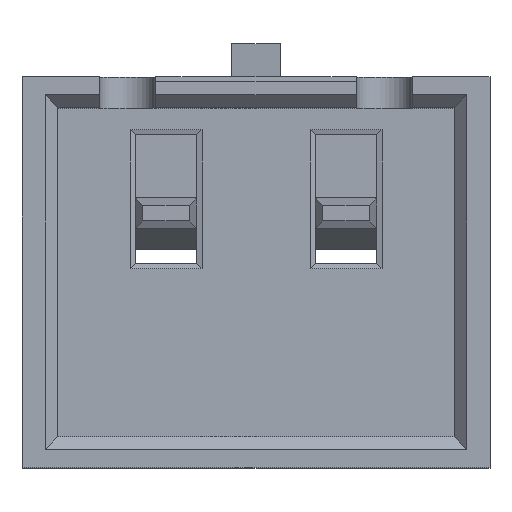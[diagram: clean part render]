
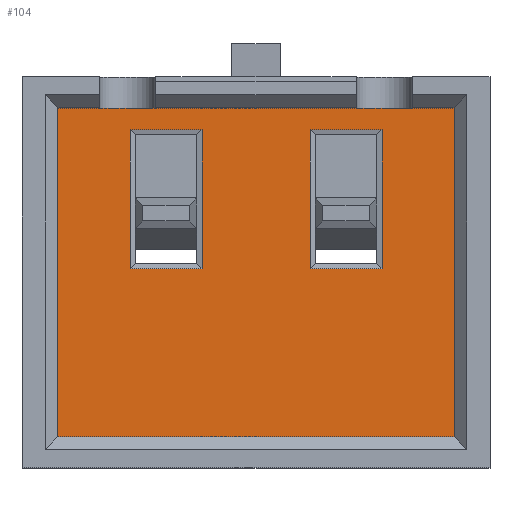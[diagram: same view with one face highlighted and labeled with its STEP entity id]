
A CAD part, top view. The second image highlights one B-rep face of the part: STEP entity #104.
In plain terms, the highlighted planar face has unit normal (0, 0, 1).
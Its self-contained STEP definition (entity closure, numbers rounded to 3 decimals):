
#104=ADVANCED_FACE('',(#303,#304,#305),#306,.T.);
#303=FACE_OUTER_BOUND('',#622,.T.);
#304=FACE_BOUND('',#623,.T.);
#305=FACE_BOUND('',#624,.T.);
#306=PLANE('',#625);
#622=EDGE_LOOP('',(#1200,#1201,#1202,#1203));
#623=EDGE_LOOP('',(#1204,#1205,#1206,#1207));
#624=EDGE_LOOP('',(#1208,#1209,#1210,#1211));
#625=AXIS2_PLACEMENT_3D('',#1212,#1213,#1214);
#1200=ORIENTED_EDGE('',*,*,#2302,.T.);
#1201=ORIENTED_EDGE('',*,*,#2303,.T.);
#1202=ORIENTED_EDGE('',*,*,#2304,.T.);
#1203=ORIENTED_EDGE('',*,*,#2305,.T.);
#1204=ORIENTED_EDGE('',*,*,#2306,.T.);
#1205=ORIENTED_EDGE('',*,*,#2307,.T.);
#1206=ORIENTED_EDGE('',*,*,#2308,.T.);
#1207=ORIENTED_EDGE('',*,*,#2309,.T.);
#1208=ORIENTED_EDGE('',*,*,#2310,.T.);
#1209=ORIENTED_EDGE('',*,*,#2301,.T.);
#1210=ORIENTED_EDGE('',*,*,#2230,.T.);
#1211=ORIENTED_EDGE('',*,*,#2227,.T.);
#1212=CARTESIAN_POINT('',(0.0,0.0,-2.05));
#1213=DIRECTION('',(0.0,0.0,1.0));
#1214=DIRECTION('',(1.0,0.0,0.0));
#2227=EDGE_CURVE('',#2781,#2779,#2782,.T.);
#2230=EDGE_CURVE('',#2786,#2781,#2787,.T.);
#2301=EDGE_CURVE('',#2898,#2786,#2900,.T.);
#2302=EDGE_CURVE('',#2901,#2902,#2903,.T.);
#2303=EDGE_CURVE('',#2902,#2904,#2905,.T.);
#2304=EDGE_CURVE('',#2904,#2906,#2907,.T.);
#2305=EDGE_CURVE('',#2906,#2901,#2908,.T.);
#2306=EDGE_CURVE('',#2909,#2910,#2911,.T.);
#2307=EDGE_CURVE('',#2910,#2912,#2913,.T.);
#2308=EDGE_CURVE('',#2912,#2914,#2915,.T.);
#2309=EDGE_CURVE('',#2914,#2909,#2916,.T.);
#2310=EDGE_CURVE('',#2779,#2898,#2917,.T.);
#2779=VERTEX_POINT('',#3522);
#2781=VERTEX_POINT('',#3525);
#2782=LINE('',#3526,#3527);
#2786=VERTEX_POINT('',#3533);
#2787=LINE('',#3534,#3535);
#2898=VERTEX_POINT('',#3715);
#2900=LINE('',#3718,#3719);
#2901=VERTEX_POINT('',#3720);
#2902=VERTEX_POINT('',#3721);
#2903=LINE('',#3722,#3723);
#2904=VERTEX_POINT('',#3724);
#2905=LINE('',#3725,#3726);
#2906=VERTEX_POINT('',#3727);
#2907=LINE('',#3728,#3729);
#2908=LINE('',#3730,#3731);
#2909=VERTEX_POINT('',#3732);
#2910=VERTEX_POINT('',#3733);
#2911=LINE('',#3734,#3735);
#2912=VERTEX_POINT('',#3736);
#2913=LINE('',#3737,#3738);
#2914=VERTEX_POINT('',#3739);
#2915=LINE('',#3740,#3741);
#2916=LINE('',#3742,#3743);
#2917=LINE('',#3744,#3745);
#3522=CARTESIAN_POINT('',(1.05,0.08,-2.05));
#3525=CARTESIAN_POINT('',(2.45,0.08,-2.05));
#3526=CARTESIAN_POINT('',(2.45,0.08,-2.05));
#3527=VECTOR('',#4514,1.4);
#3533=CARTESIAN_POINT('',(2.45,2.78,-2.05));
#3534=CARTESIAN_POINT('',(2.45,2.78,-2.05));
#3535=VECTOR('',#4517,2.7);
#3715=CARTESIAN_POINT('',(1.05,2.78,-2.05));
#3718=CARTESIAN_POINT('',(1.05,2.78,-2.05));
#3719=VECTOR('',#4588,1.4);
#3720=CARTESIAN_POINT('',(-3.85,-3.2,-2.05));
#3721=CARTESIAN_POINT('',(3.85,-3.2,-2.05));
#3722=CARTESIAN_POINT('',(-3.85,-3.2,-2.05));
#3723=VECTOR('',#4589,7.7);
#3724=CARTESIAN_POINT('',(3.85,3.2,-2.05));
#3725=CARTESIAN_POINT('',(3.85,-3.2,-2.05));
#3726=VECTOR('',#4590,6.4);
#3727=CARTESIAN_POINT('',(-3.85,3.2,-2.05));
#3728=CARTESIAN_POINT('',(3.85,3.2,-2.05));
#3729=VECTOR('',#4591,7.7);
#3730=CARTESIAN_POINT('',(-3.85,3.2,-2.05));
#3731=VECTOR('',#4592,6.4);
#3732=CARTESIAN_POINT('',(-2.45,0.08,-2.05));
#3733=CARTESIAN_POINT('',(-2.45,2.78,-2.05));
#3734=CARTESIAN_POINT('',(-2.45,0.08,-2.05));
#3735=VECTOR('',#4593,2.7);
#3736=CARTESIAN_POINT('',(-1.05,2.78,-2.05));
#3737=CARTESIAN_POINT('',(-2.45,2.78,-2.05));
#3738=VECTOR('',#4594,1.4);
#3739=CARTESIAN_POINT('',(-1.05,0.08,-2.05));
#3740=CARTESIAN_POINT('',(-1.05,2.78,-2.05));
#3741=VECTOR('',#4595,2.7);
#3742=CARTESIAN_POINT('',(-1.05,0.08,-2.05));
#3743=VECTOR('',#4596,1.4);
#3744=CARTESIAN_POINT('',(1.05,0.08,-2.05));
#3745=VECTOR('',#4597,2.7);
#4514=DIRECTION('',(-1.0,0.0,0.0));
#4517=DIRECTION('',(0.0,-1.0,0.0));
#4588=DIRECTION('',(1.0,0.0,0.0));
#4589=DIRECTION('',(1.0,0.0,0.0));
#4590=DIRECTION('',(0.0,1.0,0.0));
#4591=DIRECTION('',(-1.0,0.0,0.0));
#4592=DIRECTION('',(0.0,-1.0,0.0));
#4593=DIRECTION('',(0.0,1.0,0.0));
#4594=DIRECTION('',(1.0,0.0,0.0));
#4595=DIRECTION('',(0.0,-1.0,0.0));
#4596=DIRECTION('',(-1.0,0.0,0.0));
#4597=DIRECTION('',(0.0,1.0,0.0));
